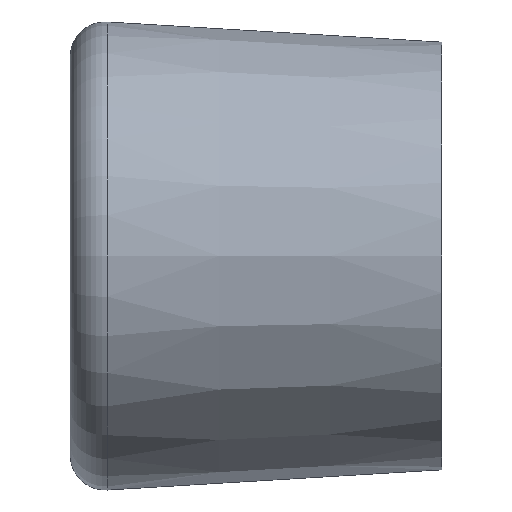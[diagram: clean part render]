
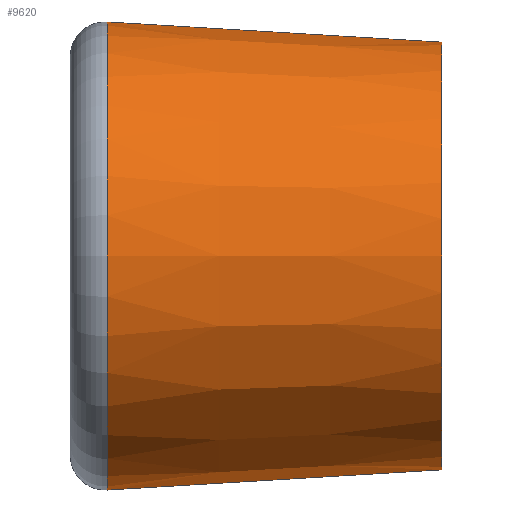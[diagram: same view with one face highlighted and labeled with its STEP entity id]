
A CAD part, left-side view. The second image highlights one B-rep face of the part: STEP entity #9620.
In plain terms, the highlighted conical face has half-angle 3.449 degrees and reference radius 12.2 mm.
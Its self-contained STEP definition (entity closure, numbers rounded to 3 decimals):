
#202 = CARTESIAN_POINT ( 'NONE',  ( -9.5, 0., -12.2 ) ) ;
#399 = VERTEX_POINT ( 'NONE', #202 ) ;
#623 = CARTESIAN_POINT ( 'NONE',  ( -9.5, 19.08, 0. ) ) ;
#696 = LINE ( 'NONE', #1595, #1728 ) ;
#1150 = AXIS2_PLACEMENT_3D ( 'NONE', #623, #10350, #4806 ) ;
#1383 = CARTESIAN_POINT ( 'NONE',  ( -9.5, 0., 12.2 ) ) ;
#1499 = AXIS2_PLACEMENT_3D ( 'NONE', #3871, #8384, #13782 ) ;
#1567 = VERTEX_POINT ( 'NONE', #3557 ) ;
#1595 = CARTESIAN_POINT ( 'NONE',  ( -9.5, 0., 12.2 ) ) ;
#1728 = VECTOR ( 'NONE', #3752, 1000. ) ;
#2772 = EDGE_CURVE ( 'NONE', #399, #9329, #8347, .T. ) ;
#3557 = CARTESIAN_POINT ( 'NONE',  ( -9.5, 19.08, 13.35 ) ) ;
#3752 = DIRECTION ( 'NONE',  ( 0., 0.998, 0.06 ) ) ;
#3871 = CARTESIAN_POINT ( 'NONE',  ( -9.5, 0., 0. ) ) ;
#4394 = LINE ( 'NONE', #10050, #10774 ) ;
#4806 = DIRECTION ( 'NONE',  ( 0., 0., 1. ) ) ;
#5084 = CARTESIAN_POINT ( 'NONE',  ( -9.5, 0., 0. ) ) ;
#6234 = ORIENTED_EDGE ( 'NONE', *, *, #9496, .T. ) ;
#6579 = ORIENTED_EDGE ( 'NONE', *, *, #13105, .F. ) ;
#6787 = DIRECTION ( 'NONE',  ( 0., 0.998, -0.06 ) ) ;
#7357 = FACE_OUTER_BOUND ( 'NONE', #12613, .T. ) ;
#7496 = CIRCLE ( 'NONE', #1150, 13.35 ) ;
#7984 = AXIS2_PLACEMENT_3D ( 'NONE', #5084, #9352, #10442 ) ;
#8347 = CIRCLE ( 'NONE', #1499, 12.2 ) ;
#8384 = DIRECTION ( 'NONE',  ( 0., 1., 0. ) ) ;
#8554 = CONICAL_SURFACE ( 'NONE', #7984, 12.2, 0.06 ) ;
#8572 = VERTEX_POINT ( 'NONE', #13992 ) ;
#8835 = ORIENTED_EDGE ( 'NONE', *, *, #2772, .T. ) ;
#9329 = VERTEX_POINT ( 'NONE', #1383 ) ;
#9352 = DIRECTION ( 'NONE',  ( 0., 1., 0. ) ) ;
#9496 = EDGE_CURVE ( 'NONE', #9329, #1567, #696, .T. ) ;
#9620 = ADVANCED_FACE ( 'NONE', ( #7357 ), #8554, .T. ) ;
#10050 = CARTESIAN_POINT ( 'NONE',  ( -9.5, 0., -12.2 ) ) ;
#10350 = DIRECTION ( 'NONE',  ( 0., 1., 0. ) ) ;
#10442 = DIRECTION ( 'NONE',  ( 0., 0., 1. ) ) ;
#10711 = ORIENTED_EDGE ( 'NONE', *, *, #13740, .F. ) ;
#10774 = VECTOR ( 'NONE', #6787, 1000. ) ;
#12613 = EDGE_LOOP ( 'NONE', ( #10711, #8835, #6234, #6579 ) ) ;
#13105 = EDGE_CURVE ( 'NONE', #8572, #1567, #7496, .T. ) ;
#13740 = EDGE_CURVE ( 'NONE', #399, #8572, #4394, .T. ) ;
#13782 = DIRECTION ( 'NONE',  ( 0., 0., 1. ) ) ;
#13992 = CARTESIAN_POINT ( 'NONE',  ( -9.5, 19.08, -13.35 ) ) ;
